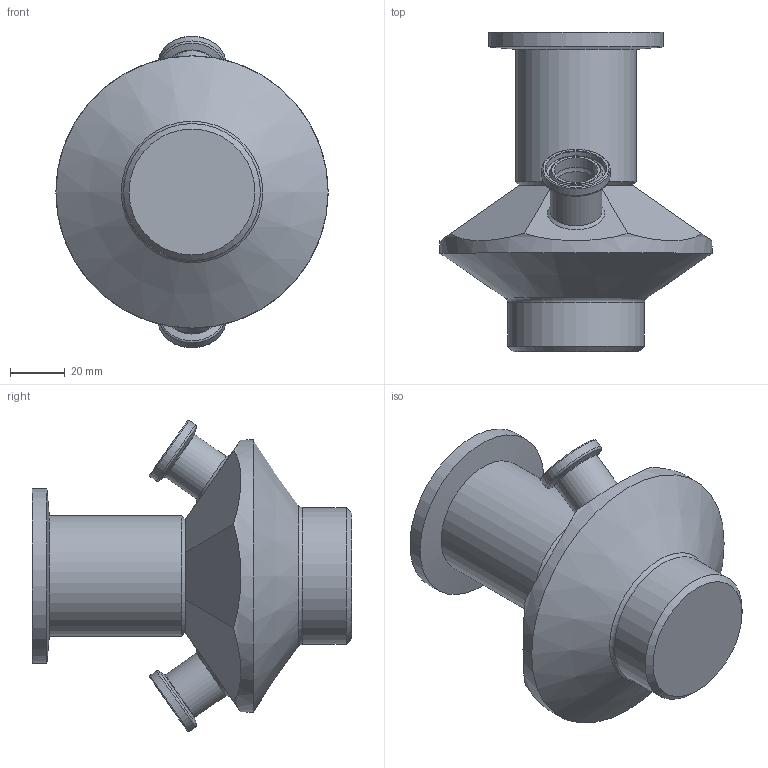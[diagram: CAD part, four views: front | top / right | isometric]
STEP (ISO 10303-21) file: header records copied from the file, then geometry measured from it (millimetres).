
FILE_DESCRIPTION(/* description */ (''),/* implementation_level */ '2;1');
FILE_NAME(/* name */ '860001.stp',/* time_stamp */ '2018-08-06T08:44:09+02:00',/* author */ ('sgs'),/* organization */ (''),/* preprocessor_version */ 'ST-DEVELOPER v16.5',/* originating_system */ 'Autodesk Inventor 2017',/* authorisation */ '');
FILE_SCHEMA (('AUTOMOTIVE_DESIGN { 1 0 10303 214 3 1 1 }'));
Length unit declared in the file: millimetre
Products named in the file (1): 860001 step
Bounding box: 99.5 x 116.7 x 113.87 mm (x, y, z)
Volume: 320762.8 mm3; surface area: 44237.7 mm2
Topology: 1 solids, 3 shells, 71 faces, 142 edges, 85 vertices
Faces by surface type: cylinder 20, plane 20, cone 15, torus 14, bspline 2
Full cylindrical faces by diameter (mm): 15 x2, 15.75 x2, 19 x2, 25 x2, 36.906 x2, 38 x1, 39 x2, 44 x1, 50 x1, 60 x1, 64 x1, 99.5 x1
Entity records: 1770 total; most frequent: CARTESIAN_POINT 370, DIRECTION 294, ORIENTED_EDGE 178, AXIS2_PLACEMENT_3D 139, EDGE_LOOP 130, EDGE_CURVE 89, VERTEX_POINT 79, FACE_OUTER_BOUND 71
